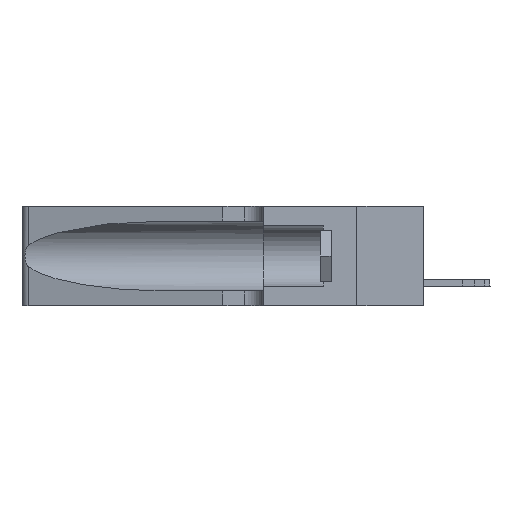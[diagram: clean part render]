
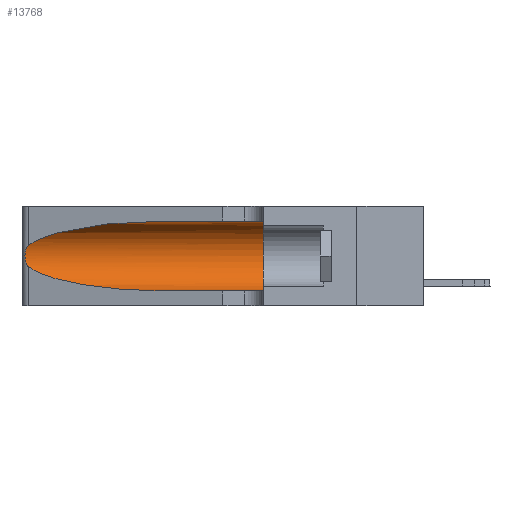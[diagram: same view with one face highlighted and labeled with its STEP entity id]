
A CAD part, left-side view. The second image highlights one B-rep face of the part: STEP entity #13768.
In plain terms, the highlighted cylindrical face has radius 3.308 mm (diameter 6.617 mm), a partial arc.
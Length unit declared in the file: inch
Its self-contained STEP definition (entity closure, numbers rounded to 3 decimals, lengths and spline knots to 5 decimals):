
#218 = CARTESIAN_POINT ( 'NONE',  ( 0.18966, 0.96281, 0.31525 ) ) ;
#235 = CYLINDRICAL_SURFACE ( 'NONE', #7537, 0.13025 ) ;
#896 = DIRECTION ( 'NONE',  ( 0., -1., 0. ) ) ;
#1299 = CARTESIAN_POINT ( 'NONE',  ( 0.25487, 1.22718, 0.14631 ) ) ;
#1520 = CARTESIAN_POINT ( 'NONE',  ( 0.26017, 1.23833, 0.17102 ) ) ;
#2049 = EDGE_CURVE ( 'NONE', #3245, #17493, #13625, .T. ) ;
#2133 = EDGE_LOOP ( 'NONE', ( #12111, #10299, #6880, #12892, #7495, #17543 ) ) ;
#3176 = VERTEX_POINT ( 'NONE', #17434 ) ;
#3245 = VERTEX_POINT ( 'NONE', #18369 ) ;
#3248 = CARTESIAN_POINT ( 'NONE',  ( 0.1305, 0.72297, 0.31525 ) ) ;
#3281 = VECTOR ( 'NONE', #20548, 39.37008 ) ;
#3462 = CARTESIAN_POINT ( 'NONE',  ( 0.18966, 0.96281, 0.05475 ) ) ;
#3839 = DIRECTION ( 'NONE',  ( 0., 0., -1. ) ) ;
#3870 = EDGE_CURVE ( 'NONE', #7364, #18382, #5275, .T. ) ;
#4520 = CARTESIAN_POINT ( 'NONE',  ( 0.26075, 1.23896, 0.178 ) ) ;
#4590 = CARTESIAN_POINT ( 'NONE',  ( 0.26075, 1.23896, 0.19203 ) ) ;
#4730 = CARTESIAN_POINT ( 'NONE',  ( 0.25856, 1.23593, 0.16098 ) ) ;
#5275 = LINE ( 'NONE', #14219, #3281 ) ;
#5687 = VECTOR ( 'NONE', #15840, 39.37008 ) ;
#5818 = DIRECTION ( 'NONE',  ( 0., 1., 0. ) ) ;
#6027 = CARTESIAN_POINT ( 'NONE',  ( 0.1305, 0.35, 0.185 ) ) ;
#6593 = CARTESIAN_POINT ( 'NONE',  ( 0.1305, 0.72297, 0.05475 ) ) ;
#6880 = ORIENTED_EDGE ( 'NONE', *, *, #2049, .T. ) ;
#7011 = FACE_OUTER_BOUND ( 'NONE', #2133, .T. ) ;
#7364 = VERTEX_POINT ( 'NONE', #20290 ) ;
#7452 = B_SPLINE_CURVE_WITH_KNOTS ( 'NONE', 3,
 ( #9323, #20574, #20650, #20513, #9257, #11081, #4590, #4520, #1520, #4730, #12677, #10862, #7849, #1299 ),
 .UNSPECIFIED., .F., .F.,
 ( 4, 2, 2, 2, 2, 2, 4 ),
 ( 0., 0.00027, 0.00053, 0.00107, 0.0016, 0.00187, 0.00214 ),
 .UNSPECIFIED. ) ;
#7495 = ORIENTED_EDGE ( 'NONE', *, *, #8543, .F. ) ;
#7537 = AXIS2_PLACEMENT_3D ( 'NONE', #10457, #896, #3839 ) ;
#7849 = CARTESIAN_POINT ( 'NONE',  ( 0.25555, 1.22993, 0.14849 ) ) ;
#8543 = EDGE_CURVE ( 'NONE', #18382, #3176, #11351, .T. ) ;
#8574 = CARTESIAN_POINT ( 'NONE',  ( 0.1305, 0.72297, 0.05475 ) ) ;
#9133 = EDGE_CURVE ( 'NONE', #17493, #3176, #18459, .T. ) ;
#9257 = CARTESIAN_POINT ( 'NONE',  ( 0.25854, 1.2359, 0.20912 ) ) ;
#9323 = CARTESIAN_POINT ( 'NONE',  ( 0.25487, 1.22718, 0.22369 ) ) ;
#9871 = CARTESIAN_POINT ( 'NONE',  ( 0.2373, 1.15595, 0.28018 ) ) ;
#10104 = CARTESIAN_POINT ( 'NONE',  ( 0.1305, 0.35, 0.31525 ) ) ;
#10299 = ORIENTED_EDGE ( 'NONE', *, *, #11074, .T. ) ;
#10457 = CARTESIAN_POINT ( 'NONE',  ( 0.1305, 1.61858, 0.185 ) ) ;
#10854 = DIRECTION ( 'NONE',  ( 0., 0., 1. ) ) ;
#10862 = CARTESIAN_POINT ( 'NONE',  ( 0.25639, 1.23186, 0.15144 ) ) ;
#11074 = EDGE_CURVE ( 'NONE', #12139, #3245, #7452, .T. ) ;
#11081 = CARTESIAN_POINT ( 'NONE',  ( 0.26018, 1.23835, 0.19895 ) ) ;
#11320 = AXIS2_PLACEMENT_3D ( 'NONE', #6027, #5818, #10854 ) ;
#11351 = CIRCLE ( 'NONE', #11320, 0.13025 ) ;
#11450 = CARTESIAN_POINT ( 'NONE',  ( 0.25487, 1.22718, 0.22369 ) ) ;
#11556 = CARTESIAN_POINT ( 'NONE',  ( 0.2373, 1.15595, 0.08982 ) ) ;
#11819 =( BOUNDED_CURVE ( )  B_SPLINE_CURVE ( 3, ( #3248, #218, #9871, #17752 ),
 .UNSPECIFIED., .F., .F. ) 
 B_SPLINE_CURVE_WITH_KNOTS ( ( 4, 4 ),
 ( 1.5708, 2.84003 ),
 .UNSPECIFIED. ) 
 CURVE ( )  GEOMETRIC_REPRESENTATION_ITEM ( )  RATIONAL_B_SPLINE_CURVE ( ( 1., 0.87, 0.87, 1. ) ) 
 REPRESENTATION_ITEM ( '' )  );
#12111 = ORIENTED_EDGE ( 'NONE', *, *, #13602, .T. ) ;
#12139 = VERTEX_POINT ( 'NONE', #11450 ) ;
#12677 = CARTESIAN_POINT ( 'NONE',  ( 0.25789, 1.23486, 0.15765 ) ) ;
#12892 = ORIENTED_EDGE ( 'NONE', *, *, #9133, .T. ) ;
#13602 = EDGE_CURVE ( 'NONE', #7364, #12139, #11819, .T. ) ;
#13625 =( BOUNDED_CURVE ( )  B_SPLINE_CURVE ( 3, ( #17899, #11556, #3462, #6593 ),
 .UNSPECIFIED., .F., .F. ) 
 B_SPLINE_CURVE_WITH_KNOTS ( ( 4, 4 ),
 ( 3.44316, 4.71239 ),
 .UNSPECIFIED. ) 
 CURVE ( )  GEOMETRIC_REPRESENTATION_ITEM ( )  RATIONAL_B_SPLINE_CURVE ( ( 1., 0.87, 0.87, 1. ) ) 
 REPRESENTATION_ITEM ( '' )  );
#13768 = ADVANCED_FACE ( 'NONE', ( #7011 ), #235, .F. ) ;
#14219 = CARTESIAN_POINT ( 'NONE',  ( 0.1305, 1.61858, 0.31525 ) ) ;
#15840 = DIRECTION ( 'NONE',  ( 0., -1., 0. ) ) ;
#17401 = CARTESIAN_POINT ( 'NONE',  ( 0.1305, 1.61858, 0.05475 ) ) ;
#17434 = CARTESIAN_POINT ( 'NONE',  ( 0.1305, 0.35, 0.05475 ) ) ;
#17493 = VERTEX_POINT ( 'NONE', #8574 ) ;
#17543 = ORIENTED_EDGE ( 'NONE', *, *, #3870, .F. ) ;
#17752 = CARTESIAN_POINT ( 'NONE',  ( 0.25487, 1.22718, 0.22369 ) ) ;
#17899 = CARTESIAN_POINT ( 'NONE',  ( 0.25487, 1.22718, 0.14631 ) ) ;
#18369 = CARTESIAN_POINT ( 'NONE',  ( 0.25487, 1.22718, 0.14631 ) ) ;
#18382 = VERTEX_POINT ( 'NONE', #10104 ) ;
#18459 = LINE ( 'NONE', #17401, #5687 ) ;
#20290 = CARTESIAN_POINT ( 'NONE',  ( 0.1305, 0.72297, 0.31525 ) ) ;
#20513 = CARTESIAN_POINT ( 'NONE',  ( 0.25787, 1.23484, 0.2124 ) ) ;
#20548 = DIRECTION ( 'NONE',  ( 0., -1., 0. ) ) ;
#20574 = CARTESIAN_POINT ( 'NONE',  ( 0.25555, 1.22994, 0.2215 ) ) ;
#20650 = CARTESIAN_POINT ( 'NONE',  ( 0.25639, 1.23184, 0.21858 ) ) ;
